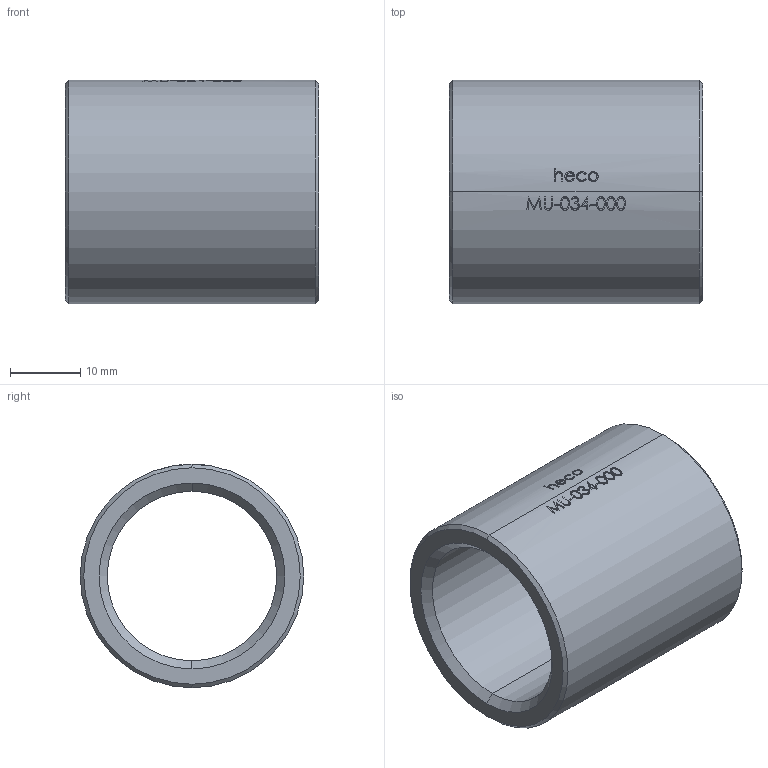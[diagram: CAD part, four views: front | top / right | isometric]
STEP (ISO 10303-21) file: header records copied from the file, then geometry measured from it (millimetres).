
FILE_DESCRIPTION (( 'STEP AP214' ), '1' );
FILE_NAME ('MU-034-000-x Muffe heco.STEP', '2018-05-16T13:17:01', ( '' ), ( '' ), 'SwSTEP 2.0', 'SolidWorks 2016', '' );
FILE_SCHEMA (( 'AUTOMOTIVE_DESIGN' ));
Length unit declared in the file: millimetre
Products named in the file (1): MU-034-000-x Muffe heco
Bounding box: 36 x 31.8 x 31.8 mm (x, y, z)
Volume: 12012.2 mm3; surface area: 6844.3 mm2
Topology: 1 solids, 1 shells, 183 faces, 472 edges, 312 vertices
Faces by surface type: bspline 105, plane 45, cylinder 25, cone 8
Entity records: 18274 total; most frequent: CARTESIAN_POINT 12903, ORIENTED_EDGE 944, EDGE_CURVE 472, DIRECTION 353, B_SPLINE_CURVE_WITH_KNOTS 331, VERTEX_POINT 312, EDGE_LOOP 206, ADVANCED_FACE 183
